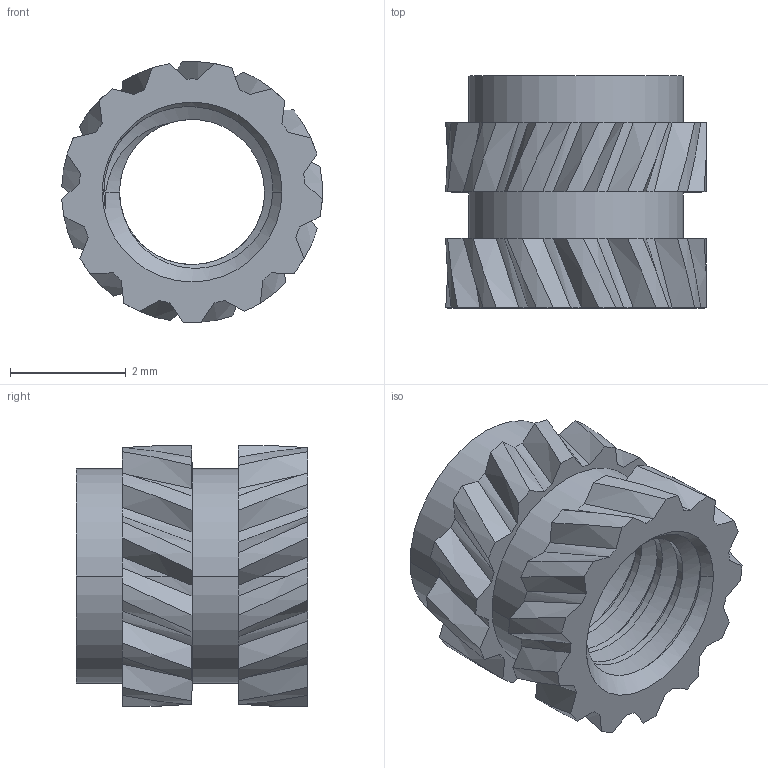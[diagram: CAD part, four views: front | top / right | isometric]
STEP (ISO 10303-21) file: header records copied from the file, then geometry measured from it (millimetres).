
FILE_DESCRIPTION (( 'STEP AP203' ), '1' );
FILE_NAME ('M3 insert nut brass.STEP', '2024-08-23T11:20:31', ( '' ), ( '' ), 'SwSTEP 2.0', 'SolidWorks 2024', '' );
FILE_SCHEMA (( 'CONFIG_CONTROL_DESIGN' ));
Length unit declared in the file: millimetre
Products named in the file (1): M3 insert nut brass
Bounding box: 4.49 x 4 x 4.49 mm (x, y, z)
Volume: 26.8 mm3; surface area: 135.4 mm2
Topology: 1 solids, 1 shells, 138 faces, 397 edges, 264 vertices
Faces by surface type: bspline 81, cylinder 47, cone 5, plane 5
Entity records: 24205 total; most frequent: CARTESIAN_POINT 21609, ORIENTED_EDGE 794, EDGE_CURVE 397, DIRECTION 275, VERTEX_POINT 264, EDGE_LOOP 143, FACE_OUTER_BOUND 138, ADVANCED_FACE 138
